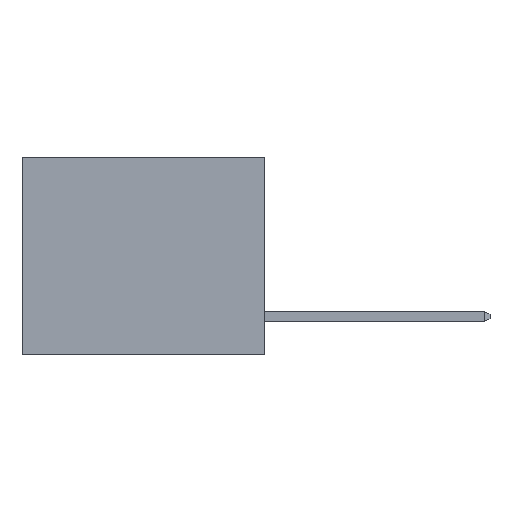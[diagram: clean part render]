
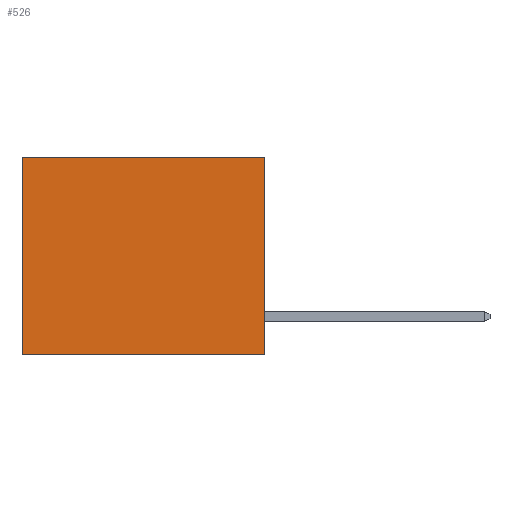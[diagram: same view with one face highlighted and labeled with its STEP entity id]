
A CAD part, left-side view. The second image highlights one B-rep face of the part: STEP entity #526.
In plain terms, the highlighted planar face has unit normal (-1, 0, 0).
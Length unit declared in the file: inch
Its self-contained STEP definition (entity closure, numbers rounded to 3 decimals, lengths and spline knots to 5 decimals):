
#48 = FACE_OUTER_BOUND ( 'NONE', #2239, .T. ) ;
#73 = EDGE_CURVE ( 'NONE', #3347, #3824, #1340, .T. ) ;
#173 = CARTESIAN_POINT ( 'NONE',  ( 0.3165, 0.6, -0.49 ) ) ;
#313 = EDGE_CURVE ( 'NONE', #3824, #2542, #2735, .T. ) ;
#526 = ADVANCED_FACE ( 'NONE', ( #48 ), #7020, .F. ) ;
#1053 = CARTESIAN_POINT ( 'NONE',  ( 0.3165, 0.6, 0. ) ) ;
#1167 = ORIENTED_EDGE ( 'NONE', *, *, #313, .T. ) ;
#1194 = VECTOR ( 'NONE', #1520, 39.37008 ) ;
#1261 = ORIENTED_EDGE ( 'NONE', *, *, #7592, .F. ) ;
#1340 = LINE ( 'NONE', #1879, #5828 ) ;
#1520 = DIRECTION ( 'NONE',  ( 0., 0., -1. ) ) ;
#1701 = DIRECTION ( 'NONE',  ( 0., 0., -1. ) ) ;
#1879 = CARTESIAN_POINT ( 'NONE',  ( 0.3165, 0., 0. ) ) ;
#2239 = EDGE_LOOP ( 'NONE', ( #1167, #6539, #1261, #4439 ) ) ;
#2542 = VERTEX_POINT ( 'NONE', #173 ) ;
#2552 = DIRECTION ( 'NONE',  ( 0., 1., 0. ) ) ;
#2735 = LINE ( 'NONE', #3965, #3939 ) ;
#3347 = VERTEX_POINT ( 'NONE', #6957 ) ;
#3824 = VERTEX_POINT ( 'NONE', #1053 ) ;
#3939 = VECTOR ( 'NONE', #1701, 39.37008 ) ;
#3956 = CARTESIAN_POINT ( 'NONE',  ( 0.3165, 0., -0.49 ) ) ;
#3965 = CARTESIAN_POINT ( 'NONE',  ( 0.3165, 0.6, -0.49 ) ) ;
#4126 = DIRECTION ( 'NONE',  ( 0., 0., -1. ) ) ;
#4158 = CARTESIAN_POINT ( 'NONE',  ( 0.3165, 0., -0.49 ) ) ;
#4163 = DIRECTION ( 'NONE',  ( 1., 0., 0. ) ) ;
#4439 = ORIENTED_EDGE ( 'NONE', *, *, #73, .T. ) ;
#4826 = CARTESIAN_POINT ( 'NONE',  ( 0.3165, 0., -0.49 ) ) ;
#5017 = VECTOR ( 'NONE', #2552, 39.37008 ) ;
#5828 = VECTOR ( 'NONE', #7137, 39.37008 ) ;
#6237 = EDGE_CURVE ( 'NONE', #7314, #2542, #6552, .T. ) ;
#6314 = LINE ( 'NONE', #3956, #1194 ) ;
#6539 = ORIENTED_EDGE ( 'NONE', *, *, #6237, .F. ) ;
#6552 = LINE ( 'NONE', #4826, #5017 ) ;
#6957 = CARTESIAN_POINT ( 'NONE',  ( 0.3165, 0., 0. ) ) ;
#7010 = AXIS2_PLACEMENT_3D ( 'NONE', #7095, #4163, #4126 ) ;
#7020 = PLANE ( 'NONE',  #7010 ) ;
#7095 = CARTESIAN_POINT ( 'NONE',  ( 0.3165, 0., -0.49 ) ) ;
#7137 = DIRECTION ( 'NONE',  ( 0., 1., 0. ) ) ;
#7314 = VERTEX_POINT ( 'NONE', #4158 ) ;
#7592 = EDGE_CURVE ( 'NONE', #3347, #7314, #6314, .T. ) ;
